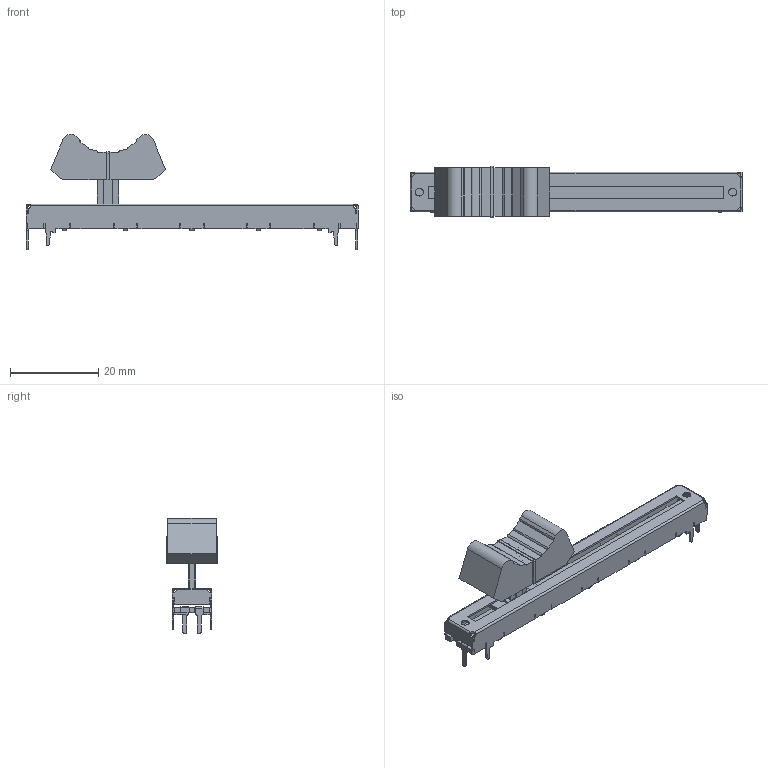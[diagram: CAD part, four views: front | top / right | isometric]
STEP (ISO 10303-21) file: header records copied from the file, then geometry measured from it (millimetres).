
FILE_DESCRIPTION(('FreeCAD Model'),'2;1');
FILE_NAME('Fusion002.step','2019-05-09T15:44:18',( 'kicad StepUp'),('ksu MCAD'),'Open CASCADE STEP processor 7.3', 'FreeCAD','Unknown');
FILE_SCHEMA(('AUTOMOTIVE_DESIGN { 1 0 10303 214 1 1 1 1 }'));
Length unit declared in the file: millimetre
Products named in the file (1): Fusion002
Bounding box: 75.2 x 11.6 x 26.1 mm (x, y, z)
Surface area: 5751.5 mm2 (no closed solid volume)
Topology: 0 solids, 1 shells, 442 faces, 1341 edges, 871 vertices
Faces by surface type: plane 351, cylinder 87, torus 4
Full cylindrical faces by diameter (mm): 1.8 x2
Entity records: 18228 total; most frequent: CARTESIAN_POINT 2987, ORIENTED_EDGE 2634, DIRECTION 2378, EDGE_CURVE 1341, LINE 1142, VECTOR 1142, VERTEX_POINT 871, AXIS2_PLACEMENT_3D 618
